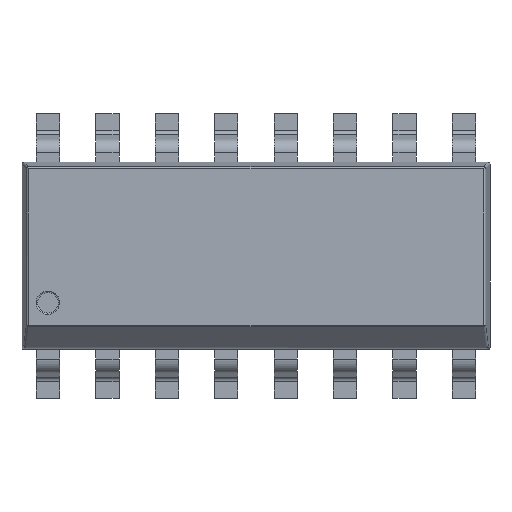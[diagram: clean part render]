
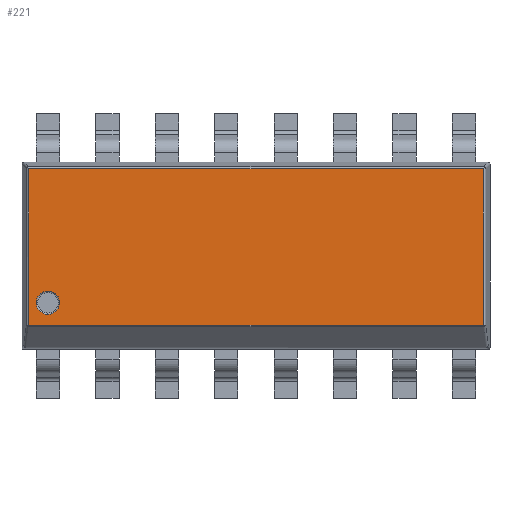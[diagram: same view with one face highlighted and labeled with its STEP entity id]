
A CAD part, top view. The second image highlights one B-rep face of the part: STEP entity #221.
In plain terms, the highlighted planar face has unit normal (0, 0, 1).
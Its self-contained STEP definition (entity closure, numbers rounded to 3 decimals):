
#221=ADVANCED_FACE('',(#2825,#2827),#2829,.T.);
#2825=FACE_BOUND('',#2826,.T.);
#2826=EDGE_LOOP('',(#4995,#4996,#4997,#4998));
#2827=FACE_BOUND('',#2828,.T.);
#2828=EDGE_LOOP('',(#4999));
#2829=PLANE('',#2830);
#2830=AXIS2_PLACEMENT_3D('',#2831,#2832,#2833);
#2831=CARTESIAN_POINT('',(0.,0.,1.75));
#2832=DIRECTION('',(0.,0.,1.));
#2833=DIRECTION('',(1.,0.,0.));
#4995=ORIENTED_EDGE('',*,*,#6491,.T.);
#4996=ORIENTED_EDGE('',*,*,#6492,.T.);
#4997=ORIENTED_EDGE('',*,*,#6493,.T.);
#4998=ORIENTED_EDGE('',*,*,#6494,.T.);
#4999=ORIENTED_EDGE('',*,*,#6495,.T.);
#6491=EDGE_CURVE('',#7303,#7304,#7305,.T.);
#6492=EDGE_CURVE('',#7304,#7306,#7307,.T.);
#6493=EDGE_CURVE('',#7306,#7308,#7309,.T.);
#6494=EDGE_CURVE('',#7308,#7303,#7310,.T.);
#6495=EDGE_CURVE('',#7311,#7311,#7312,.T.);
#7303=VERTEX_POINT('',#8888);
#7304=VERTEX_POINT('',#8889);
#7305=LINE('',#8890,#8891);
#7306=VERTEX_POINT('',#8893);
#7307=LINE('',#8894,#8895);
#7308=VERTEX_POINT('',#8897);
#7309=LINE('',#8898,#8899);
#7310=LINE('',#8901,#8902);
#7311=VERTEX_POINT('',#8904);
#7312=CIRCLE('',#8905,0.25);
#8888=CARTESIAN_POINT('',(-0.413,4.558,1.75));
#8889=CARTESIAN_POINT('',(-0.413,1.219,1.75));
#8890=CARTESIAN_POINT('',(-0.413,4.558,1.75));
#8891=VECTOR('',#8892,1.);
#8892=DIRECTION('',(0.,-1.,0.));
#8893=CARTESIAN_POINT('',(9.303,1.219,1.75));
#8894=CARTESIAN_POINT('',(-0.413,1.219,1.75));
#8895=VECTOR('',#8896,1.);
#8896=DIRECTION('',(1.,0.,0.));
#8897=CARTESIAN_POINT('',(9.303,4.558,1.75));
#8898=CARTESIAN_POINT('',(9.303,1.219,1.75));
#8899=VECTOR('',#8900,1.);
#8900=DIRECTION('',(0.,1.,0.));
#8901=CARTESIAN_POINT('',(9.303,4.558,1.75));
#8902=VECTOR('',#8903,1.);
#8903=DIRECTION('',(-1.,0.,0.));
#8904=CARTESIAN_POINT('',(0.,1.448,1.75));
#8905=AXIS2_PLACEMENT_3D('',#8906,#8907,#8908);
#8906=CARTESIAN_POINT('',(0.,1.698,1.75));
#8907=DIRECTION('',(-0.,-0.,-1.));
#8908=DIRECTION('',(0.,-1.,0.));
